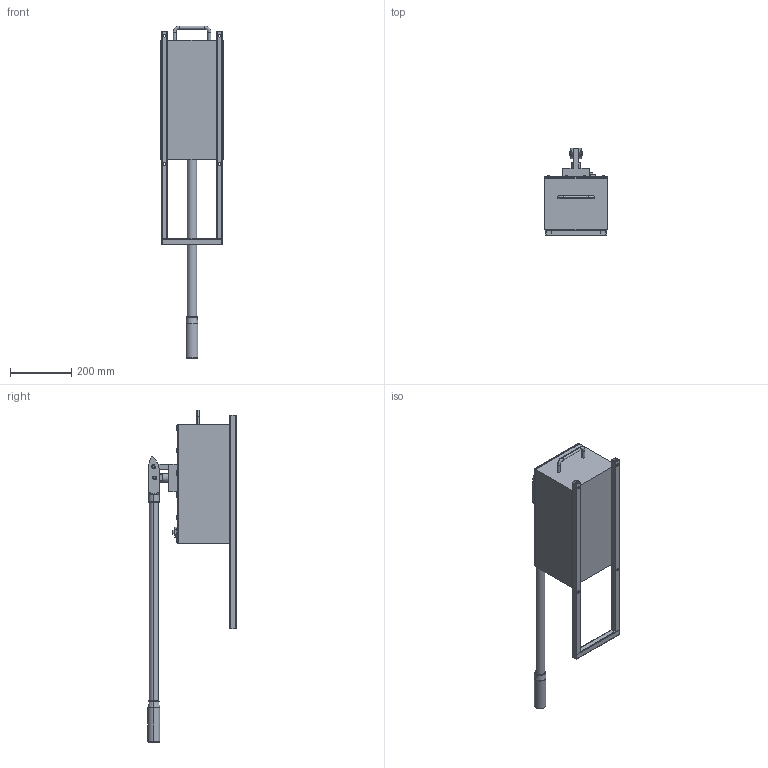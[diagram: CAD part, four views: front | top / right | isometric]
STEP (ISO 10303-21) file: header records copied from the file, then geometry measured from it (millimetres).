
FILE_DESCRIPTION (( 'STEP AP214' ), '1' );
FILE_NAME ('HP245D.STEP', '2016-08-08T09:19:05', ( '' ), ( '' ), 'SwSTEP 2.0', 'SolidWorks 2016', '' );
FILE_SCHEMA (( 'AUTOMOTIVE_DESIGN' ));
Length unit declared in the file: millimetre
Products named in the file (1): HP245D
Bounding box: 205 x 288.5 x 1087 mm (x, y, z)
Volume: 14947328.8 mm3; surface area: 696693.9 mm2
Topology: 1 solids, 1 shells, 394 faces, 938 edges, 596 vertices
Faces by surface type: plane 176, cylinder 154, torus 48, cone 12, bspline 4
Entity records: 15898 total; most frequent: CARTESIAN_POINT 2291, DIRECTION 2098, ORIENTED_EDGE 1876, EDGE_CURVE 938, AXIS2_PLACEMENT_3D 813, VERTEX_POINT 596, EDGE_LOOP 474, LINE 472
